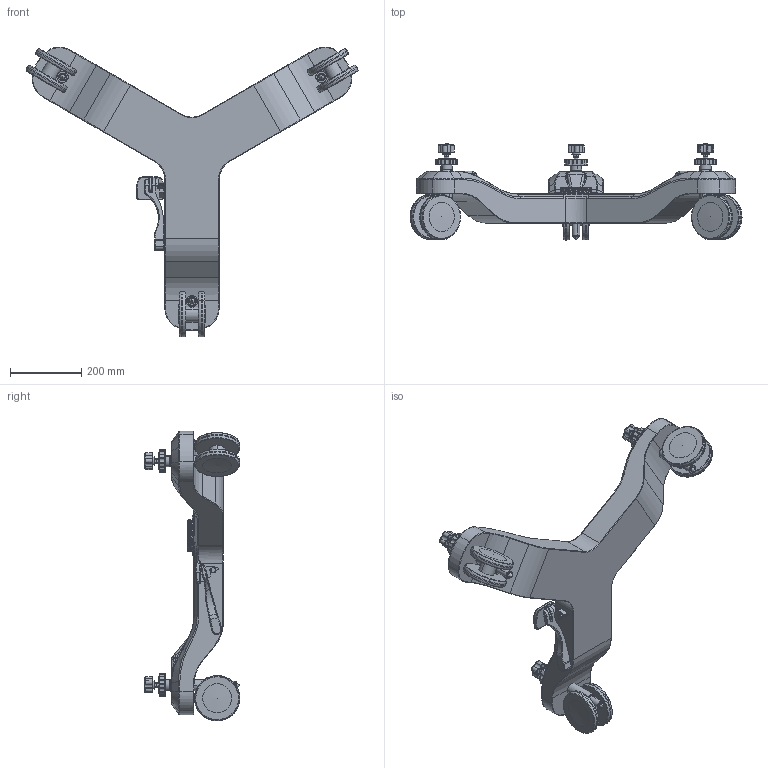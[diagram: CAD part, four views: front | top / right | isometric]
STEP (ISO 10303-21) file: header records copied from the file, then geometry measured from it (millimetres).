
FILE_DESCRIPTION (( 'STEP AP214' ), '1' );
FILE_NAME ('RS-F-6.STEP', '2023-01-27T17:17:38', ( '' ), ( '' ), 'SwSTEP 2.0', 'SolidWorks 2021', '' );
FILE_SCHEMA (( 'AUTOMOTIVE_DESIGN' ));
Length unit declared in the file: inch
Products named in the file (1): RS-F-6
Bounding box: 931.15 x 268.08 x 812.39 mm (x, y, z)
Volume: 18556330.2 mm3; surface area: 957738.4 mm2
Topology: 3 solids, 3 shells, 1521 faces, 3587 edges, 2147 vertices
Faces by surface type: cylinder 442, torus 415, plane 356, bspline 199, cone 101, sphere 8
Entity records: 68982 total; most frequent: CARTESIAN_POINT 35082, DIRECTION 7381, ORIENTED_EDGE 7118, EDGE_CURVE 3559, AXIS2_PLACEMENT_3D 3167, VERTEX_POINT 2133, CIRCLE 1844, EDGE_LOOP 1610
